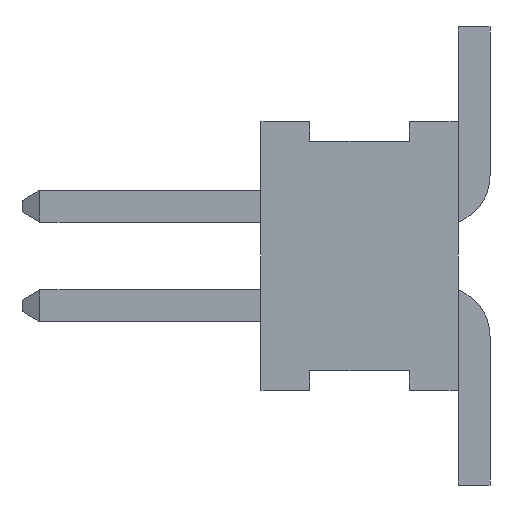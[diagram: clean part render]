
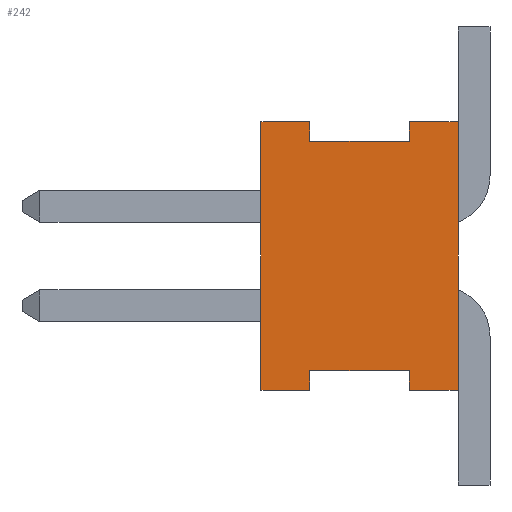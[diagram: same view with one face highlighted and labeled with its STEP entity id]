
A CAD part, left-side view. The second image highlights one B-rep face of the part: STEP entity #242.
In plain terms, the highlighted planar face has unit normal (-1, 0, 0).
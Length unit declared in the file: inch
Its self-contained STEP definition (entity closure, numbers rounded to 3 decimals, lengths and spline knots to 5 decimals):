
#242 = ADVANCED_FACE( '', ( #428 ), #429, .F. );
#428 = FACE_OUTER_BOUND( '', #713, .T. );
#429 = PLANE( '', #714 );
#713 = EDGE_LOOP( '', ( #1221, #1222, #1223, #1224, #1225, #1226, #1227, #1228, #1229, #1230, #1231, #1232 ) );
#714 = AXIS2_PLACEMENT_3D( '', #1233, #1234, #1235 );
#1221 = ORIENTED_EDGE( '', *, *, #2106, .F. );
#1222 = ORIENTED_EDGE( '', *, *, #2109, .F. );
#1223 = ORIENTED_EDGE( '', *, *, #2064, .T. );
#1224 = ORIENTED_EDGE( '', *, *, #2140, .T. );
#1225 = ORIENTED_EDGE( '', *, *, #2070, .F. );
#1226 = ORIENTED_EDGE( '', *, *, #2115, .F. );
#1227 = ORIENTED_EDGE( '', *, *, #2118, .F. );
#1228 = ORIENTED_EDGE( '', *, *, #2111, .F. );
#1229 = ORIENTED_EDGE( '', *, *, #2160, .F. );
#1230 = ORIENTED_EDGE( '', *, *, #2097, .F. );
#1231 = ORIENTED_EDGE( '', *, *, #2074, .T. );
#1232 = ORIENTED_EDGE( '', *, *, #2103, .F. );
#1233 = CARTESIAN_POINT( '', ( -0.075, 0.099, -0.0675 ) );
#1234 = DIRECTION( '', ( 1., 0., 0. ) );
#1235 = DIRECTION( '', ( 0., 0., -1. ) );
#2064 = EDGE_CURVE( '', #2440, #2441, #2442, .T. );
#2070 = EDGE_CURVE( '', #2451, #2453, #2454, .T. );
#2074 = EDGE_CURVE( '', #2461, #2459, #2462, .T. );
#2097 = EDGE_CURVE( '', #2461, #2504, #2505, .T. );
#2103 = EDGE_CURVE( '', #2514, #2459, #2515, .T. );
#2106 = EDGE_CURVE( '', #2519, #2514, #2520, .T. );
#2109 = EDGE_CURVE( '', #2440, #2519, #2524, .T. );
#2111 = EDGE_CURVE( '', #2526, #2527, #2528, .T. );
#2115 = EDGE_CURVE( '', #2534, #2451, #2535, .T. );
#2118 = EDGE_CURVE( '', #2527, #2534, #2539, .T. );
#2140 = EDGE_CURVE( '', #2441, #2453, #2578, .T. );
#2160 = EDGE_CURVE( '', #2504, #2526, #2598, .T. );
#2440 = VERTEX_POINT( '', #3053 );
#2441 = VERTEX_POINT( '', #3054 );
#2442 = LINE( '', #3055, #3056 );
#2451 = VERTEX_POINT( '', #3069 );
#2453 = VERTEX_POINT( '', #3072 );
#2454 = LINE( '', #3073, #3074 );
#2459 = VERTEX_POINT( '', #3081 );
#2461 = VERTEX_POINT( '', #3084 );
#2462 = LINE( '', #3085, #3086 );
#2504 = VERTEX_POINT( '', #3150 );
#2505 = LINE( '', #3151, #3152 );
#2514 = VERTEX_POINT( '', #3166 );
#2515 = LINE( '', #3167, #3168 );
#2519 = VERTEX_POINT( '', #3174 );
#2520 = LINE( '', #3175, #3176 );
#2524 = LINE( '', #3182, #3183 );
#2526 = VERTEX_POINT( '', #3186 );
#2527 = VERTEX_POINT( '', #3187 );
#2528 = LINE( '', #3188, #3189 );
#2534 = VERTEX_POINT( '', #3198 );
#2535 = LINE( '', #3199, #3200 );
#2539 = LINE( '', #3206, #3207 );
#2578 = LINE( '', #3267, #3268 );
#2598 = LINE( '', #3307, #3308 );
#3053 = CARTESIAN_POINT( '', ( -0.075, 0.0245, -0.0675 ) );
#3054 = CARTESIAN_POINT( '', ( -0.075, 0., -0.0675 ) );
#3055 = CARTESIAN_POINT( '', ( -0.075, 0.099, -0.0675 ) );
#3056 = VECTOR( '', #3988, 39.37008 );
#3069 = CARTESIAN_POINT( '', ( -0.075, 0.0245, 0.0675 ) );
#3072 = CARTESIAN_POINT( '', ( -0.075, 0., 0.0675 ) );
#3073 = CARTESIAN_POINT( '', ( -0.075, 0.099, 0.0675 ) );
#3074 = VECTOR( '', #3994, 39.37008 );
#3081 = CARTESIAN_POINT( '', ( -0.075, 0.0745, -0.0675 ) );
#3084 = CARTESIAN_POINT( '', ( -0.075, 0.099, -0.0675 ) );
#3085 = CARTESIAN_POINT( '', ( -0.075, 0.099, -0.0675 ) );
#3086 = VECTOR( '', #3998, 39.37008 );
#3150 = CARTESIAN_POINT( '', ( -0.075, 0.099, 0.0675 ) );
#3151 = CARTESIAN_POINT( '', ( -0.075, 0.099, -0.0675 ) );
#3152 = VECTOR( '', #4021, 39.37008 );
#3166 = CARTESIAN_POINT( '', ( -0.075, 0.0745, -0.0575 ) );
#3167 = CARTESIAN_POINT( '', ( -0.075, 0.0745, -0.0575 ) );
#3168 = VECTOR( '', #4027, 39.37008 );
#3174 = CARTESIAN_POINT( '', ( -0.075, 0.0245, -0.0575 ) );
#3175 = CARTESIAN_POINT( '', ( -0.075, 0.0245, -0.0575 ) );
#3176 = VECTOR( '', #4030, 39.37008 );
#3182 = CARTESIAN_POINT( '', ( -0.075, 0.0245, -0.0675 ) );
#3183 = VECTOR( '', #4033, 39.37008 );
#3186 = CARTESIAN_POINT( '', ( -0.075, 0.0745, 0.0675 ) );
#3187 = CARTESIAN_POINT( '', ( -0.075, 0.0745, 0.0575 ) );
#3188 = CARTESIAN_POINT( '', ( -0.075, 0.0745, 0.0675 ) );
#3189 = VECTOR( '', #4035, 39.37008 );
#3198 = CARTESIAN_POINT( '', ( -0.075, 0.0245, 0.0575 ) );
#3199 = CARTESIAN_POINT( '', ( -0.075, 0.0245, 0.0575 ) );
#3200 = VECTOR( '', #4039, 39.37008 );
#3206 = CARTESIAN_POINT( '', ( -0.075, 0.0745, 0.0575 ) );
#3207 = VECTOR( '', #4042, 39.37008 );
#3267 = CARTESIAN_POINT( '', ( -0.075, 0., -0.0675 ) );
#3268 = VECTOR( '', #4064, 39.37008 );
#3307 = CARTESIAN_POINT( '', ( -0.075, 0.099, 0.0675 ) );
#3308 = VECTOR( '', #4084, 39.37008 );
#3988 = DIRECTION( '', ( 0., -1., 0. ) );
#3994 = DIRECTION( '', ( 0., -1., 0. ) );
#3998 = DIRECTION( '', ( 0., -1., 0. ) );
#4021 = DIRECTION( '', ( 0., 0., 1. ) );
#4027 = DIRECTION( '', ( 0., 0., -1. ) );
#4030 = DIRECTION( '', ( 0., 1., 0. ) );
#4033 = DIRECTION( '', ( 0., 0., 1. ) );
#4035 = DIRECTION( '', ( 0., 0., -1. ) );
#4039 = DIRECTION( '', ( 0., 0., 1. ) );
#4042 = DIRECTION( '', ( 0., -1., 0. ) );
#4064 = DIRECTION( '', ( 0., 0., 1. ) );
#4084 = DIRECTION( '', ( 0., -1., 0. ) );
